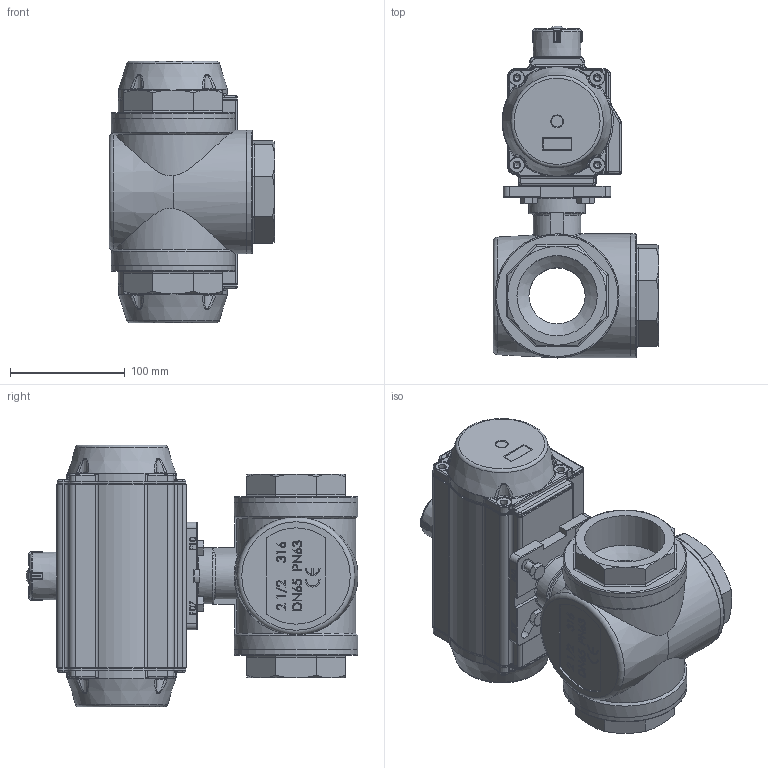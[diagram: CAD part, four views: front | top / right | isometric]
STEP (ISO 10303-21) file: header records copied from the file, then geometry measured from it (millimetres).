
FILE_DESCRIPTION(/* description */ ('Unknown'),/* implementation_level */ '2;1');
FILE_NAME(/* name */ 'PD05 9338_9339-10',/* time_stamp */ '2025-03-26T09:09:04+01:00',/* author */ ('Unknown'),/* organization */ ('Unknown'),/* preprocessor_version */ 'ST-DEVELOPER v19.4',/* originating_system */ 'Solid Edge',/* authorisation */ 'Unknown');
FILE_SCHEMA (('AUTOMOTIVE_DESIGN {1 0 10303 214 3 1 1}'));
Products named in the file (20): PD05 9338_9339-10; 9339-10; FG-DN65; G(J)-DN65; M-DN65; FGM-DN65; FS-DN65; PD-DN65; T(J)-DN65; DIN 933 M8x20 A2-70 BLK_EDST; PD05_PE04; VTE85____; Optische Anzeige; ______; ________(___________; cup head nib bolts with large head gb_GB_FASTENER_BOLT_CHNBW M6X25-N; huosai85; zhou85; vt85-2016-06-25  _______MIR; vt85-2016-06-25
Assembly tree (30 placements, depth 4):
  PD05 9338_9339-10
    9339-10
      FG-DN65
      G(J)-DN65  x3
      M-DN65  x3
      FGM-DN65
      FS-DN65
      PD-DN65
      T(J)-DN65
    DIN 933 M8x20 A2-70 BLK_EDST  x4
    PD05_PE04
      VTE85____
      Optische Anzeige
        ______
        ________(___________  x4
        cup head nib bolts with large head gb_GB_FASTENER_BOLT_CHNBW M6X25-N
      huosai85  x2
      zhou85
      vt85-2016-06-25  _______MIR
      vt85-2016-06-25
Bounding box: 144.4 x 289.31 x 228 mm (x, y, z)
Volume: 2068444.1 mm3; surface area: 574339.4 mm2
Topology: 27 solids, 27 shells, 3475 faces, 8641 edges, 5361 vertices
Faces by surface type: plane 1089, cylinder 832, bspline 740, torus 522, cone 279, sphere 13
Full cylindrical faces by diameter (mm): 3 x16, 3.3 x8, 4 x2, 4.134 x8, 4.66 x1, 4.917 x13, 5 x1, 6 x1, 6.2 x1, 6.647 x6, 8 x4, 11.445 x2, 12 x2, 13 x14, 16.2 x1, 16.5 x1, 18.3 x1, 18.7 x1, 20 x7, 20.5 x1, 22 x2, 22.1 x1, 22.5 x1, 23 x12, 26 x1, 27 x1, 28 x2, 29 x1, 31.5 x1, 32.2 x1
Entity records: 108282 total; most frequent: CARTESIAN_POINT 50246, ORIENTED_EDGE 12666, DIRECTION 10478, EDGE_CURVE 6333, VERTEX_POINT 4121, AXIS2_PLACEMENT_3D 4073, FACE_BOUND 3176, EDGE_LOOP 3164
